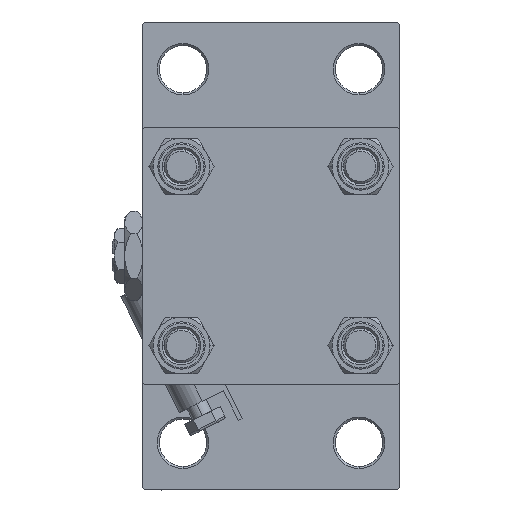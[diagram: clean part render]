
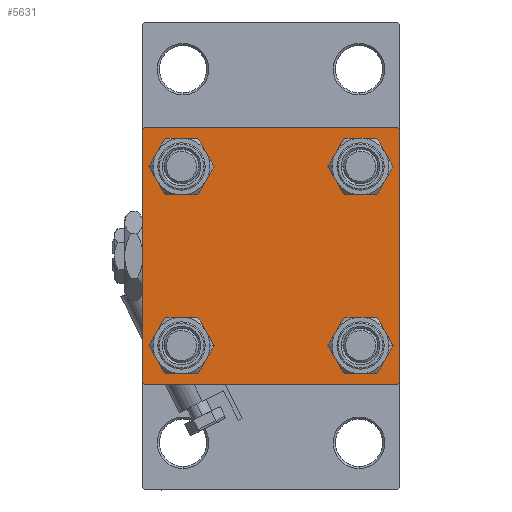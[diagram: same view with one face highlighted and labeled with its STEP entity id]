
A CAD part, left-side view. The second image highlights one B-rep face of the part: STEP entity #5631.
In plain terms, the highlighted planar face has unit normal (-1, 0, 0).
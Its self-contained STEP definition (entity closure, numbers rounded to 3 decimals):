
#461 = EDGE_LOOP ( 'NONE', ( #32149, #1609 ) ) ;
#508 = VECTOR ( 'NONE', #25391, 1000. ) ;
#897 = CARTESIAN_POINT ( 'NONE',  ( 0., -29.5, 30. ) ) ;
#905 = AXIS2_PLACEMENT_3D ( 'NONE', #48399, #40966, #9349 ) ;
#1231 = DIRECTION ( 'NONE',  ( 0., 0., 1. ) ) ;
#1266 = CARTESIAN_POINT ( 'NONE',  ( 0., 30., -29.5 ) ) ;
#1565 = DIRECTION ( 'NONE',  ( 0., 0., 1. ) ) ;
#1609 = ORIENTED_EDGE ( 'NONE', *, *, #40777, .T. ) ;
#1753 = AXIS2_PLACEMENT_3D ( 'NONE', #2386, #33746, #13966 ) ;
#2101 = VERTEX_POINT ( 'NONE', #17297 ) ;
#2319 = DIRECTION ( 'NONE',  ( 0., 0., 1. ) ) ;
#2386 = CARTESIAN_POINT ( 'NONE',  ( 0., -20.85, -20.85 ) ) ;
#2580 = FACE_BOUND ( 'NONE', #7818, .T. ) ;
#2889 = VECTOR ( 'NONE', #34805, 1000. ) ;
#3771 = EDGE_CURVE ( 'NONE', #30223, #42708, #7338, .T. ) ;
#4378 = LINE ( 'NONE', #43701, #12696 ) ;
#4639 = AXIS2_PLACEMENT_3D ( 'NONE', #5486, #32987, #20906 ) ;
#4647 = ORIENTED_EDGE ( 'NONE', *, *, #16649, .F. ) ;
#4680 = CARTESIAN_POINT ( 'NONE',  ( 0., -30., 29.5 ) ) ;
#5486 = CARTESIAN_POINT ( 'NONE',  ( 0., -20.85, 20.85 ) ) ;
#5631 = ADVANCED_FACE ( 'NONE', ( #2580, #49836, #5663, #33928, #13638 ), #41886, .T. ) ;
#5663 = FACE_BOUND ( 'NONE', #12212, .T. ) ;
#5781 = AXIS2_PLACEMENT_3D ( 'NONE', #43979, #8781, #1565 ) ;
#6532 = DIRECTION ( 'NONE',  ( 0., 0., 1. ) ) ;
#6598 = VERTEX_POINT ( 'NONE', #26716 ) ;
#7219 = LINE ( 'NONE', #27246, #35135 ) ;
#7338 = LINE ( 'NONE', #27615, #44969 ) ;
#7818 = EDGE_LOOP ( 'NONE', ( #42453, #19841 ) ) ;
#8495 = DIRECTION ( 'NONE',  ( 0., -1., 0. ) ) ;
#8562 = ORIENTED_EDGE ( 'NONE', *, *, #22851, .F. ) ;
#8781 = DIRECTION ( 'NONE',  ( 1., 0., 0. ) ) ;
#9349 = DIRECTION ( 'NONE',  ( 0., 0., 1. ) ) ;
#10246 = CARTESIAN_POINT ( 'NONE',  ( 0., -30., -29.5 ) ) ;
#10418 = VECTOR ( 'NONE', #42178, 1000. ) ;
#10436 = ORIENTED_EDGE ( 'NONE', *, *, #28945, .T. ) ;
#11005 = DIRECTION ( 'NONE',  ( 0., 0., -1. ) ) ;
#12189 = DIRECTION ( 'NONE',  ( 0., -0.707, 0.707 ) ) ;
#12212 = EDGE_LOOP ( 'NONE', ( #42140, #31564 ) ) ;
#12237 = VERTEX_POINT ( 'NONE', #42013 ) ;
#12696 = VECTOR ( 'NONE', #8495, 1000. ) ;
#13145 = EDGE_CURVE ( 'NONE', #6598, #2101, #35504, .T. ) ;
#13584 = LINE ( 'NONE', #49533, #508 ) ;
#13638 = FACE_OUTER_BOUND ( 'NONE', #47017, .T. ) ;
#13966 = DIRECTION ( 'NONE',  ( 0., 0., 1. ) ) ;
#14124 = LINE ( 'NONE', #25672, #15006 ) ;
#14660 = AXIS2_PLACEMENT_3D ( 'NONE', #17974, #36981, #30305 ) ;
#15006 = VECTOR ( 'NONE', #11005, 1000. ) ;
#15448 = LINE ( 'NONE', #46019, #10418 ) ;
#15675 = VERTEX_POINT ( 'NONE', #30288 ) ;
#16649 = EDGE_CURVE ( 'NONE', #35630, #42708, #14124, .T. ) ;
#16718 = AXIS2_PLACEMENT_3D ( 'NONE', #27065, #49428, #6532 ) ;
#16847 = LINE ( 'NONE', #39990, #19356 ) ;
#17236 = VERTEX_POINT ( 'NONE', #18351 ) ;
#17297 = CARTESIAN_POINT ( 'NONE',  ( 0., -20.85, -25.35 ) ) ;
#17974 = CARTESIAN_POINT ( 'NONE',  ( 0., 20.85, 20.85 ) ) ;
#18351 = CARTESIAN_POINT ( 'NONE',  ( 0., 29.5, -30. ) ) ;
#18892 = ORIENTED_EDGE ( 'NONE', *, *, #20698, .T. ) ;
#19120 = CARTESIAN_POINT ( 'NONE',  ( 0., 30., 30. ) ) ;
#19140 = EDGE_CURVE ( 'NONE', #30497, #15675, #50370, .T. ) ;
#19356 = VECTOR ( 'NONE', #44350, 1000. ) ;
#19733 = CARTESIAN_POINT ( 'NONE',  ( 0., 29.5, 30. ) ) ;
#19841 = ORIENTED_EDGE ( 'NONE', *, *, #25861, .T. ) ;
#20041 = CARTESIAN_POINT ( 'NONE',  ( 0., -20.85, 25.35 ) ) ;
#20419 = ORIENTED_EDGE ( 'NONE', *, *, #35096, .T. ) ;
#20698 = EDGE_CURVE ( 'NONE', #2101, #6598, #38945, .T. ) ;
#20906 = DIRECTION ( 'NONE',  ( 0., 0., 1. ) ) ;
#21011 = DIRECTION ( 'NONE',  ( 1., 0., 0. ) ) ;
#21943 = ORIENTED_EDGE ( 'NONE', *, *, #3771, .T. ) ;
#22771 = ORIENTED_EDGE ( 'NONE', *, *, #39786, .T. ) ;
#22851 = EDGE_CURVE ( 'NONE', #37286, #44319, #42511, .T. ) ;
#23431 = VERTEX_POINT ( 'NONE', #39094 ) ;
#23537 = CIRCLE ( 'NONE', #4639, 4.5 ) ;
#25117 = EDGE_CURVE ( 'NONE', #31674, #17236, #13584, .T. ) ;
#25391 = DIRECTION ( 'NONE',  ( 0., -0.707, -0.707 ) ) ;
#25588 = CIRCLE ( 'NONE', #27197, 4.5 ) ;
#25672 = CARTESIAN_POINT ( 'NONE',  ( 0., -30., 30. ) ) ;
#25822 = AXIS2_PLACEMENT_3D ( 'NONE', #39967, #43562, #32260 ) ;
#25861 = EDGE_CURVE ( 'NONE', #12237, #33280, #23537, .T. ) ;
#26137 = ORIENTED_EDGE ( 'NONE', *, *, #25117, .T. ) ;
#26201 = AXIS2_PLACEMENT_3D ( 'NONE', #37517, #45232, #2319 ) ;
#26466 = CARTESIAN_POINT ( 'NONE',  ( 0., 20.85, -25.35 ) ) ;
#26716 = CARTESIAN_POINT ( 'NONE',  ( 0., -20.85, -16.35 ) ) ;
#27065 = CARTESIAN_POINT ( 'NONE',  ( 0., 20.85, -20.85 ) ) ;
#27197 = AXIS2_PLACEMENT_3D ( 'NONE', #49253, #21011, #1231 ) ;
#27246 = CARTESIAN_POINT ( 'NONE',  ( 0., 30., 30. ) ) ;
#27376 = ORIENTED_EDGE ( 'NONE', *, *, #13145, .T. ) ;
#27615 = CARTESIAN_POINT ( 'NONE',  ( 0., -29.75, -29.75 ) ) ;
#28945 = EDGE_CURVE ( 'NONE', #17236, #30223, #4378, .T. ) ;
#30223 = VERTEX_POINT ( 'NONE', #47060 ) ;
#30288 = CARTESIAN_POINT ( 'NONE',  ( 0., 20.85, -16.35 ) ) ;
#30305 = DIRECTION ( 'NONE',  ( 0., 0., 1. ) ) ;
#30497 = VERTEX_POINT ( 'NONE', #26466 ) ;
#31564 = ORIENTED_EDGE ( 'NONE', *, *, #19140, .T. ) ;
#31674 = VERTEX_POINT ( 'NONE', #1266 ) ;
#31761 = EDGE_LOOP ( 'NONE', ( #27376, #18892 ) ) ;
#32084 = CIRCLE ( 'NONE', #905, 4.5 ) ;
#32149 = ORIENTED_EDGE ( 'NONE', *, *, #48315, .T. ) ;
#32260 = DIRECTION ( 'NONE',  ( 0., 0., 1. ) ) ;
#32987 = DIRECTION ( 'NONE',  ( 1., 0., 0. ) ) ;
#33106 = VERTEX_POINT ( 'NONE', #41430 ) ;
#33280 = VERTEX_POINT ( 'NONE', #20041 ) ;
#33746 = DIRECTION ( 'NONE',  ( 1., 0., 0. ) ) ;
#33928 = FACE_BOUND ( 'NONE', #461, .T. ) ;
#34805 = DIRECTION ( 'NONE',  ( 0., -1., 0. ) ) ;
#35096 = EDGE_CURVE ( 'NONE', #35630, #44319, #16847, .T. ) ;
#35135 = VECTOR ( 'NONE', #35221, 1000. ) ;
#35221 = DIRECTION ( 'NONE',  ( 0., 0., -1. ) ) ;
#35504 = CIRCLE ( 'NONE', #1753, 4.5 ) ;
#35630 = VERTEX_POINT ( 'NONE', #4680 ) ;
#36802 = CIRCLE ( 'NONE', #14660, 4.5 ) ;
#36931 = EDGE_CURVE ( 'NONE', #37286, #33106, #15448, .T. ) ;
#36981 = DIRECTION ( 'NONE',  ( 1., 0., 0. ) ) ;
#37286 = VERTEX_POINT ( 'NONE', #19733 ) ;
#37517 = CARTESIAN_POINT ( 'NONE',  ( 0., 0., 0. ) ) ;
#38870 = ORIENTED_EDGE ( 'NONE', *, *, #36931, .T. ) ;
#38945 = CIRCLE ( 'NONE', #25822, 4.5 ) ;
#39094 = CARTESIAN_POINT ( 'NONE',  ( 0., 20.85, 16.35 ) ) ;
#39786 = EDGE_CURVE ( 'NONE', #33106, #31674, #7219, .T. ) ;
#39967 = CARTESIAN_POINT ( 'NONE',  ( 0., -20.85, -20.85 ) ) ;
#39990 = CARTESIAN_POINT ( 'NONE',  ( 0., -29.75, 29.75 ) ) ;
#40518 = VERTEX_POINT ( 'NONE', #45018 ) ;
#40777 = EDGE_CURVE ( 'NONE', #23431, #40518, #36802, .T. ) ;
#40966 = DIRECTION ( 'NONE',  ( 1., 0., 0. ) ) ;
#41430 = CARTESIAN_POINT ( 'NONE',  ( 0., 30., 29.5 ) ) ;
#41886 = PLANE ( 'NONE',  #26201 ) ;
#42013 = CARTESIAN_POINT ( 'NONE',  ( 0., -20.85, 16.35 ) ) ;
#42140 = ORIENTED_EDGE ( 'NONE', *, *, #50611, .T. ) ;
#42178 = DIRECTION ( 'NONE',  ( 0., 0.707, -0.707 ) ) ;
#42453 = ORIENTED_EDGE ( 'NONE', *, *, #47439, .T. ) ;
#42511 = LINE ( 'NONE', #19120, #2889 ) ;
#42708 = VERTEX_POINT ( 'NONE', #10246 ) ;
#43562 = DIRECTION ( 'NONE',  ( 1., 0., 0. ) ) ;
#43701 = CARTESIAN_POINT ( 'NONE',  ( 0., 30., -30. ) ) ;
#43979 = CARTESIAN_POINT ( 'NONE',  ( 0., -20.85, 20.85 ) ) ;
#44319 = VERTEX_POINT ( 'NONE', #897 ) ;
#44350 = DIRECTION ( 'NONE',  ( 0., 0.707, 0.707 ) ) ;
#44969 = VECTOR ( 'NONE', #12189, 1000. ) ;
#45018 = CARTESIAN_POINT ( 'NONE',  ( 0., 20.85, 25.35 ) ) ;
#45232 = DIRECTION ( 'NONE',  ( -1., 0., 0. ) ) ;
#45972 = CIRCLE ( 'NONE', #5781, 4.5 ) ;
#46019 = CARTESIAN_POINT ( 'NONE',  ( 0., 29.75, 29.75 ) ) ;
#47017 = EDGE_LOOP ( 'NONE', ( #22771, #26137, #10436, #21943, #4647, #20419, #8562, #38870 ) ) ;
#47060 = CARTESIAN_POINT ( 'NONE',  ( 0., -29.5, -30. ) ) ;
#47439 = EDGE_CURVE ( 'NONE', #33280, #12237, #45972, .T. ) ;
#48315 = EDGE_CURVE ( 'NONE', #40518, #23431, #32084, .T. ) ;
#48399 = CARTESIAN_POINT ( 'NONE',  ( 0., 20.85, 20.85 ) ) ;
#49253 = CARTESIAN_POINT ( 'NONE',  ( 0., 20.85, -20.85 ) ) ;
#49428 = DIRECTION ( 'NONE',  ( 1., 0., 0. ) ) ;
#49533 = CARTESIAN_POINT ( 'NONE',  ( 0., 29.75, -29.75 ) ) ;
#49836 = FACE_BOUND ( 'NONE', #31761, .T. ) ;
#50370 = CIRCLE ( 'NONE', #16718, 4.5 ) ;
#50611 = EDGE_CURVE ( 'NONE', #15675, #30497, #25588, .T. ) ;
